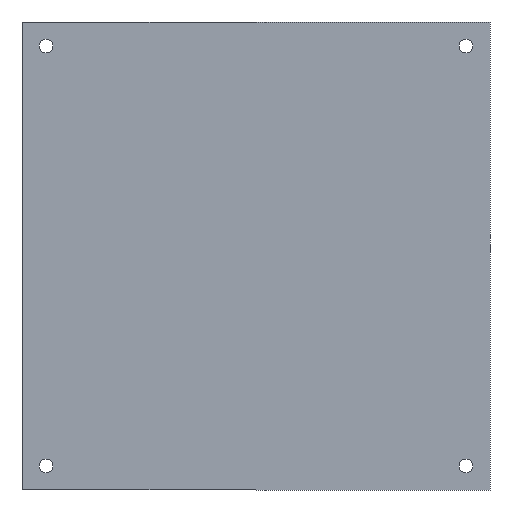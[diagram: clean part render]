
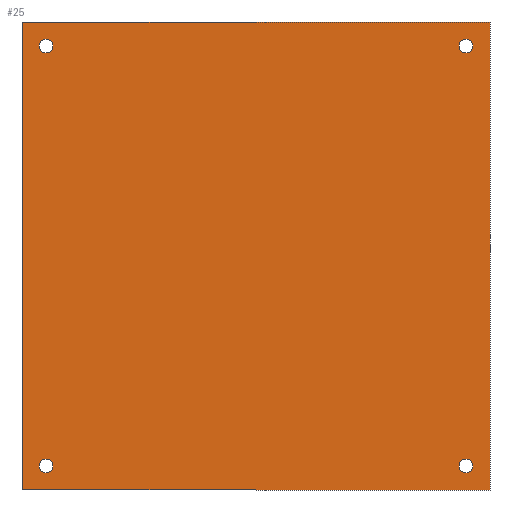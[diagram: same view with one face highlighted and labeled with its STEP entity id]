
A CAD part, front view. The second image highlights one B-rep face of the part: STEP entity #25.
In plain terms, the highlighted planar face has unit normal (0, -1, 0).
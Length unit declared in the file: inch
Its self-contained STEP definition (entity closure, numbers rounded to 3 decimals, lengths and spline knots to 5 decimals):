
#1 = CARTESIAN_POINT ( 'NONE',  ( 8.5, 0., 8.5 ) ) ;
#13 = EDGE_CURVE ( 'NONE', #439, #439, #189, .T. ) ;
#15 = FACE_BOUND ( 'NONE', #303, .T. ) ;
#20 = VERTEX_POINT ( 'NONE', #494 ) ;
#25 = ADVANCED_FACE ( 'NONE', ( #121, #15, #396, #136, #31 ), #234, .T. ) ;
#31 = FACE_BOUND ( 'NONE', #308, .T. ) ;
#36 = VECTOR ( 'NONE', #493, 39.37008 ) ;
#38 = CARTESIAN_POINT ( 'NONE',  ( -7.625, 0., -7.625 ) ) ;
#59 = DIRECTION ( 'NONE',  ( 0., 1., 0. ) ) ;
#89 = CARTESIAN_POINT ( 'NONE',  ( -7.625, 0., 7.625 ) ) ;
#91 = DIRECTION ( 'NONE',  ( 1., 0., 0. ) ) ;
#95 = DIRECTION ( 'NONE',  ( 0., 0., 1. ) ) ;
#116 = VERTEX_POINT ( 'NONE', #1 ) ;
#121 = FACE_OUTER_BOUND ( 'NONE', #479, .T. ) ;
#122 = AXIS2_PLACEMENT_3D ( 'NONE', #127, #167, #442 ) ;
#127 = CARTESIAN_POINT ( 'NONE',  ( -8.5, 0., -8.5 ) ) ;
#131 = DIRECTION ( 'NONE',  ( 0., 1., 0. ) ) ;
#136 = FACE_BOUND ( 'NONE', #432, .T. ) ;
#138 = CARTESIAN_POINT ( 'NONE',  ( -7.625, 0., 7.375 ) ) ;
#154 = ORIENTED_EDGE ( 'NONE', *, *, #477, .T. ) ;
#156 = CIRCLE ( 'NONE', #475, 0.25 ) ;
#161 = VERTEX_POINT ( 'NONE', #418 ) ;
#167 = DIRECTION ( 'NONE',  ( 0., -1., 0. ) ) ;
#174 = DIRECTION ( 'NONE',  ( 0., 0., -1. ) ) ;
#180 = CARTESIAN_POINT ( 'NONE',  ( 7.625, 0., 7.625 ) ) ;
#189 = CIRCLE ( 'NONE', #233, 0.25 ) ;
#191 = EDGE_LOOP ( 'NONE', ( #212 ) ) ;
#192 = CIRCLE ( 'NONE', #298, 0.25 ) ;
#196 = DIRECTION ( 'NONE',  ( 0., 1., 0. ) ) ;
#209 = EDGE_CURVE ( 'NONE', #229, #229, #510, .T. ) ;
#212 = ORIENTED_EDGE ( 'NONE', *, *, #469, .T. ) ;
#214 = AXIS2_PLACEMENT_3D ( 'NONE', #89, #131, #409 ) ;
#219 = DIRECTION ( 'NONE',  ( 0., 0., -1. ) ) ;
#229 = VERTEX_POINT ( 'NONE', #138 ) ;
#230 = EDGE_CURVE ( 'NONE', #161, #116, #389, .T. ) ;
#233 = AXIS2_PLACEMENT_3D ( 'NONE', #38, #196, #472 ) ;
#234 = PLANE ( 'NONE',  #122 ) ;
#236 = LINE ( 'NONE', #343, #483 ) ;
#238 = ORIENTED_EDGE ( 'NONE', *, *, #463, .F. ) ;
#240 = EDGE_CURVE ( 'NONE', #243, #427, #273, .T. ) ;
#243 = VERTEX_POINT ( 'NONE', #345 ) ;
#253 = CARTESIAN_POINT ( 'NONE',  ( 7.625, 0., -7.625 ) ) ;
#273 = LINE ( 'NONE', #284, #36 ) ;
#279 = VECTOR ( 'NONE', #91, 39.37008 ) ;
#284 = CARTESIAN_POINT ( 'NONE',  ( -8.5, 0., -8.5 ) ) ;
#291 = CARTESIAN_POINT ( 'NONE',  ( -8.5, 0., 8.5 ) ) ;
#293 = EDGE_CURVE ( 'NONE', #116, #243, #236, .T. ) ;
#294 = DIRECTION ( 'NONE',  ( 0., 1., 0. ) ) ;
#298 = AXIS2_PLACEMENT_3D ( 'NONE', #180, #294, #219 ) ;
#301 = CARTESIAN_POINT ( 'NONE',  ( -8.5, 0., -8.5 ) ) ;
#303 = EDGE_LOOP ( 'NONE', ( #154 ) ) ;
#308 = EDGE_LOOP ( 'NONE', ( #318 ) ) ;
#318 = ORIENTED_EDGE ( 'NONE', *, *, #209, .T. ) ;
#327 = ORIENTED_EDGE ( 'NONE', *, *, #230, .F. ) ;
#328 = CARTESIAN_POINT ( 'NONE',  ( 8.5, 0., 8.5 ) ) ;
#336 = CARTESIAN_POINT ( 'NONE',  ( 7.625, 0., -7.875 ) ) ;
#343 = CARTESIAN_POINT ( 'NONE',  ( 8.5, 0., -8.5 ) ) ;
#345 = CARTESIAN_POINT ( 'NONE',  ( 8.5, 0., -8.5 ) ) ;
#348 = ORIENTED_EDGE ( 'NONE', *, *, #13, .T. ) ;
#389 = LINE ( 'NONE', #328, #279 ) ;
#391 = ORIENTED_EDGE ( 'NONE', *, *, #240, .F. ) ;
#396 = FACE_BOUND ( 'NONE', #191, .T. ) ;
#406 = ORIENTED_EDGE ( 'NONE', *, *, #293, .F. ) ;
#409 = DIRECTION ( 'NONE',  ( 0., 0., -1. ) ) ;
#415 = CARTESIAN_POINT ( 'NONE',  ( -7.625, 0., -7.875 ) ) ;
#418 = CARTESIAN_POINT ( 'NONE',  ( -8.5, 0., 8.5 ) ) ;
#427 = VERTEX_POINT ( 'NONE', #301 ) ;
#430 = VERTEX_POINT ( 'NONE', #336 ) ;
#432 = EDGE_LOOP ( 'NONE', ( #348 ) ) ;
#439 = VERTEX_POINT ( 'NONE', #415 ) ;
#442 = DIRECTION ( 'NONE',  ( 0., 0., -1. ) ) ;
#453 = DIRECTION ( 'NONE',  ( 0., 0., -1. ) ) ;
#461 = VECTOR ( 'NONE', #95, 39.37008 ) ;
#463 = EDGE_CURVE ( 'NONE', #427, #161, #474, .T. ) ;
#469 = EDGE_CURVE ( 'NONE', #430, #430, #156, .T. ) ;
#472 = DIRECTION ( 'NONE',  ( 0., 0., -1. ) ) ;
#474 = LINE ( 'NONE', #291, #461 ) ;
#475 = AXIS2_PLACEMENT_3D ( 'NONE', #253, #59, #174 ) ;
#477 = EDGE_CURVE ( 'NONE', #20, #20, #192, .T. ) ;
#479 = EDGE_LOOP ( 'NONE', ( #406, #327, #238, #391 ) ) ;
#483 = VECTOR ( 'NONE', #453, 39.37008 ) ;
#493 = DIRECTION ( 'NONE',  ( -1., 0., 0. ) ) ;
#494 = CARTESIAN_POINT ( 'NONE',  ( 7.625, 0., 7.375 ) ) ;
#510 = CIRCLE ( 'NONE', #214, 0.25 ) ;
